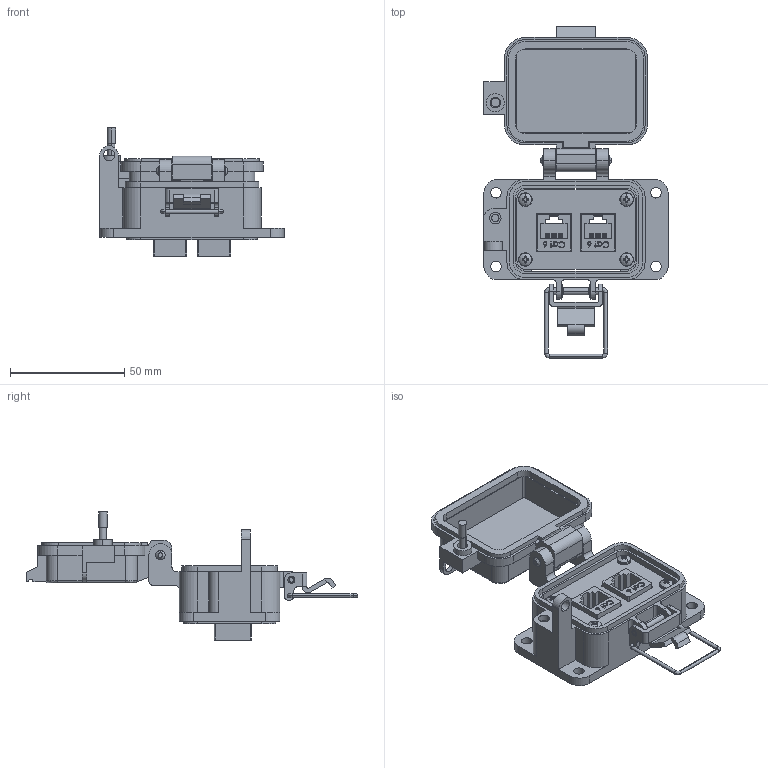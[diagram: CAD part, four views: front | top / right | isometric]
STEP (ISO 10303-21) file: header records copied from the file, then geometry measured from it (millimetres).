
FILE_DESCRIPTION (( 'STEP AP203' ), '1' );
FILE_NAME ('P-R62#2-B4RX_3D.STEP', '2020-08-27T17:03:49', ( '' ), ( '' ), 'SwSTEP 2.0', 'SolidWorks 2019', '' );
FILE_SCHEMA (( 'CONFIG_CONTROL_DESIGN' ));
Length unit declared in the file: millimetre
Products named in the file (11): P-R62#2-B4RX_3D; -B4; P-R62#2-B4RX_TP060_1; Z-300-RJ45CAT6; R62; P-R62#2-B4RX_FP060_1; P-R62#2-B4RX_BP180_1; Z-H-B4_B; 92005A124_METRIC PAN HEAD PHILLIPS MACHINE SCREW_92005A124; Z-000-4243316TFP
Assembly tree (14 placements, depth 3):
  P-R62#2-B4RX_3D
    P-R62#2-B4RX_BP180_1
    P-R62#2-B4RX_TP060_1
    Z-000-4243316TFP
    P-R62#2-B4RX_FP060_1
    R62
      Z-300-RJ45CAT6
    R62
      Z-300-RJ45CAT6
    -B4
      Z-H-B4_B
    92005A124_METRIC PAN HEAD PHILLIPS MACHINE SCREW_92005A124  x4
Bounding box: 80.57 x 145.03 x 55.98 mm (x, y, z)
Volume: 64536.3 mm3; surface area: 53817.8 mm2
Topology: 20 solids, 20 shells, 1940 faces, 5463 edges, 3622 vertices
Faces by surface type: cylinder 856, plane 787, bspline 214, cone 53, torus 22, sphere 8
Entity records: 43770 total; most frequent: CARTESIAN_POINT 15135, ORIENTED_EDGE 6230, DIRECTION 5030, EDGE_CURVE 3115, VERTEX_POINT 2065, VECTOR 1844, LINE 1844, AXIS2_PLACEMENT_3D 1593
